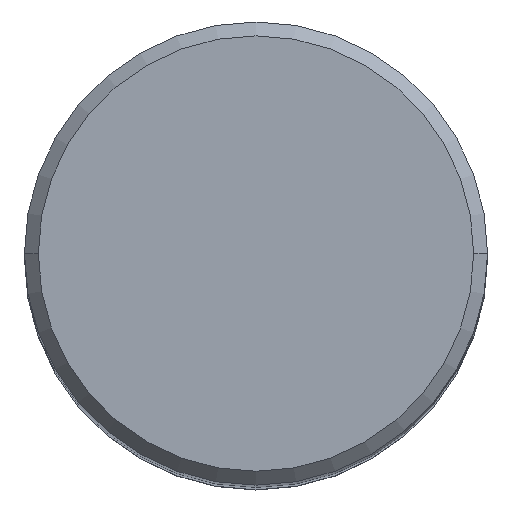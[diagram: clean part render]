
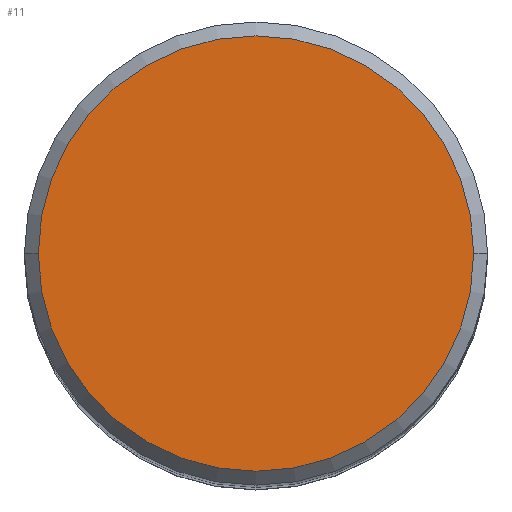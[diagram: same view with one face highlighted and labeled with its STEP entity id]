
A CAD part, top view. The second image highlights one B-rep face of the part: STEP entity #11.
In plain terms, the highlighted planar face has unit normal (0, 0, 1).
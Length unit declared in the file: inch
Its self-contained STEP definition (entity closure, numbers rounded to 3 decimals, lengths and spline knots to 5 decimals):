
#11 = ADVANCED_FACE ( 'NONE', ( #303 ), #276, .T. ) ;
#24 = DIRECTION ( 'NONE',  ( 1., 0., 0. ) ) ;
#28 = CARTESIAN_POINT ( 'NONE',  ( 0., 0., 3. ) ) ;
#33 = DIRECTION ( 'NONE',  ( 0., 0., 1. ) ) ;
#52 = DIRECTION ( 'NONE',  ( 1., 0., 0. ) ) ;
#78 = VERTEX_POINT ( 'NONE', #322 ) ;
#79 = ORIENTED_EDGE ( 'NONE', *, *, #241, .T. ) ;
#102 = DIRECTION ( 'NONE',  ( 1., 0., 0. ) ) ;
#109 = CARTESIAN_POINT ( 'NONE',  ( 0., 0., 3. ) ) ;
#114 = EDGE_CURVE ( 'NONE', #344, #78, #152, .T. ) ;
#121 = CARTESIAN_POINT ( 'NONE',  ( -0.235, 0., 3. ) ) ;
#125 = CARTESIAN_POINT ( 'NONE',  ( 0., 0., 3. ) ) ;
#152 = CIRCLE ( 'NONE', #377, 0.235 ) ;
#236 = ORIENTED_EDGE ( 'NONE', *, *, #114, .T. ) ;
#241 = EDGE_CURVE ( 'NONE', #78, #344, #269, .T. ) ;
#269 = CIRCLE ( 'NONE', #304, 0.235 ) ;
#276 = PLANE ( 'NONE',  #368 ) ;
#286 = EDGE_LOOP ( 'NONE', ( #236, #79 ) ) ;
#303 = FACE_OUTER_BOUND ( 'NONE', #286, .T. ) ;
#304 = AXIS2_PLACEMENT_3D ( 'NONE', #109, #33, #52 ) ;
#318 = DIRECTION ( 'NONE',  ( 0., 0., 1. ) ) ;
#322 = CARTESIAN_POINT ( 'NONE',  ( 0.235, 0., 3. ) ) ;
#333 = DIRECTION ( 'NONE',  ( 0., 0., 1. ) ) ;
#344 = VERTEX_POINT ( 'NONE', #121 ) ;
#368 = AXIS2_PLACEMENT_3D ( 'NONE', #125, #333, #24 ) ;
#377 = AXIS2_PLACEMENT_3D ( 'NONE', #28, #318, #102 ) ;
